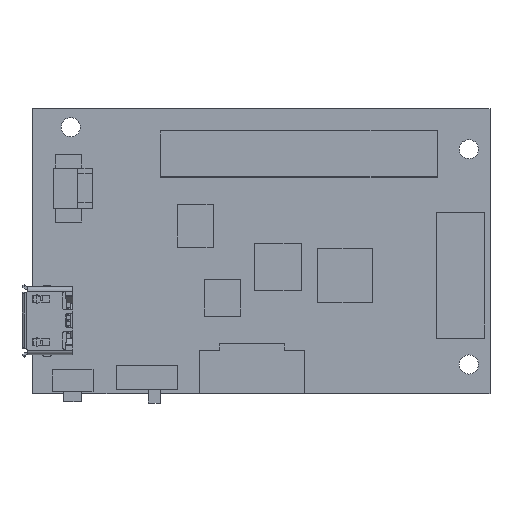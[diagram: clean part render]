
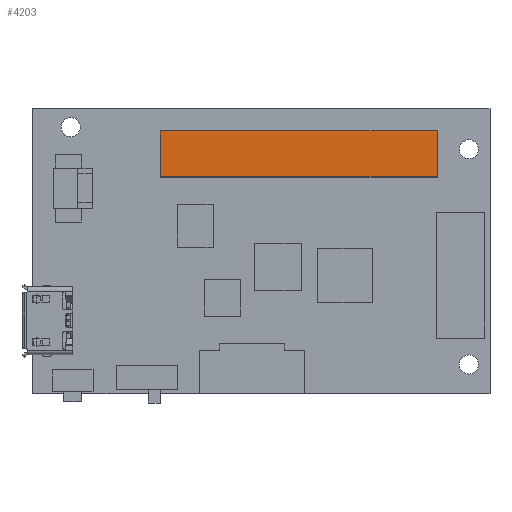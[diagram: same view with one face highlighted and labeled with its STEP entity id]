
A CAD part, top view. The second image highlights one B-rep face of the part: STEP entity #4203.
In plain terms, the highlighted planar face has unit normal (0, 0, 1).
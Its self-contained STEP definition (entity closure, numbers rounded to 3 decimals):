
#2100=DIRECTION('',(0.,-1.,0.));
#2101=VECTOR('',#2100,5.05);
#2102=CARTESIAN_POINT('',(-13.55,13.225,6.9));
#2103=LINE('',#2102,#2101);
#2104=DIRECTION('',(-1.,0.,0.));
#2105=VECTOR('',#2104,30.4);
#2106=CARTESIAN_POINT('',(16.85,13.225,6.9));
#2107=LINE('',#2106,#2105);
#2108=DIRECTION('',(0.,1.,0.));
#2109=VECTOR('',#2108,5.05);
#2110=CARTESIAN_POINT('',(16.85,8.175,6.9));
#2111=LINE('',#2110,#2109);
#2112=DIRECTION('',(1.,0.,0.));
#2113=VECTOR('',#2112,30.4);
#2114=CARTESIAN_POINT('',(-13.55,8.175,6.9));
#2115=LINE('',#2114,#2113);
#2660=CARTESIAN_POINT('',(-13.55,13.225,6.9));
#2661=CARTESIAN_POINT('',(-13.55,8.175,6.9));
#2662=VERTEX_POINT('',#2660);
#2663=VERTEX_POINT('',#2661);
#2664=CARTESIAN_POINT('',(16.85,8.175,6.9));
#2665=VERTEX_POINT('',#2664);
#2666=CARTESIAN_POINT('',(16.85,13.225,6.9));
#2667=VERTEX_POINT('',#2666);
#4192=CARTESIAN_POINT('',(0.,0.,6.9));
#4193=DIRECTION('',(0.,0.,1.));
#4194=DIRECTION('',(1.,0.,0.));
#4195=AXIS2_PLACEMENT_3D('',#4192,#4193,#4194);
#4196=PLANE('',#4195);
#4197=ORIENTED_EDGE('',*,*,#4144,.F.);
#4198=ORIENTED_EDGE('',*,*,#4159,.F.);
#4199=ORIENTED_EDGE('',*,*,#4173,.F.);
#4200=ORIENTED_EDGE('',*,*,#4186,.F.);
#4201=EDGE_LOOP('',(#4197,#4198,#4199,#4200));
#4202=FACE_OUTER_BOUND('',#4201,.F.);
#4144=EDGE_CURVE('',#2662,#2663,#2103,.T.);
#4159=EDGE_CURVE('',#2667,#2662,#2107,.T.);
#4173=EDGE_CURVE('',#2665,#2667,#2111,.T.);
#4186=EDGE_CURVE('',#2663,#2665,#2115,.T.);
#4203=ADVANCED_FACE('',(#4202),#4196,.T.);
